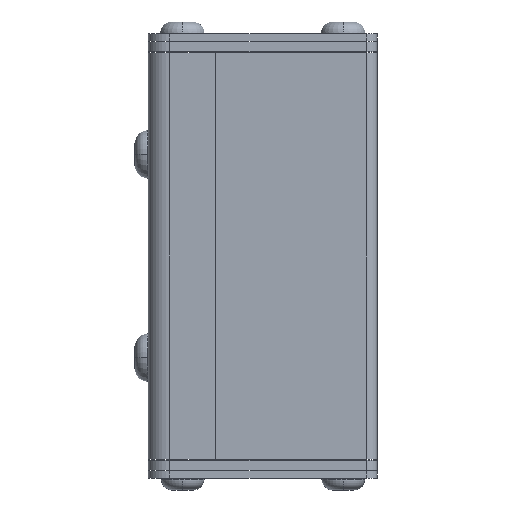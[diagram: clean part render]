
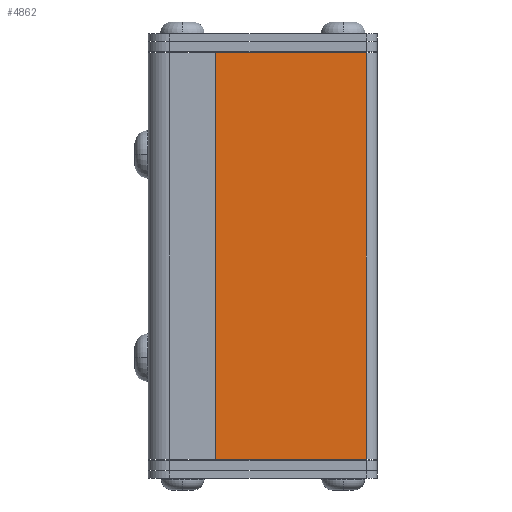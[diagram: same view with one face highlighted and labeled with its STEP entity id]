
A CAD part, left-side view. The second image highlights one B-rep face of the part: STEP entity #4862.
In plain terms, the highlighted planar face has unit normal (-1, 0, 0).
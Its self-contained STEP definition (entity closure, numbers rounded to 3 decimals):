
#89 = AXIS2_PLACEMENT_3D ( 'NONE', #2345, #2356, #2357 ) ;
#355 = DIRECTION ( 'NONE',  ( 0., 0., -1. ) ) ;
#362 = CARTESIAN_POINT ( 'NONE',  ( 0., -40.7, 79.5 ) ) ;
#620 = EDGE_LOOP ( 'NONE', ( #4149, #4021, #4019, #4068 ) ) ;
#1257 = CARTESIAN_POINT ( 'NONE',  ( 0., -12.6, 76. ) ) ;
#1259 = CARTESIAN_POINT ( 'NONE',  ( 0., -40.7, 76. ) ) ;
#1262 = CARTESIAN_POINT ( 'NONE',  ( 0., -40.7, 0. ) ) ;
#1264 = CARTESIAN_POINT ( 'NONE',  ( 0., -12.6, 0. ) ) ;
#1351 = DIRECTION ( 'NONE',  ( 0., 0., 1. ) ) ;
#1352 = CARTESIAN_POINT ( 'NONE',  ( 0., -12.6, 0. ) ) ;
#1353 = CARTESIAN_POINT ( 'NONE',  ( 0., -4., 76. ) ) ;
#1354 = CARTESIAN_POINT ( 'NONE',  ( 0., -4., 0. ) ) ;
#1358 = DIRECTION ( 'NONE',  ( 0., -1., 0. ) ) ;
#1360 = DIRECTION ( 'NONE',  ( 0., 1., 0. ) ) ;
#2345 = CARTESIAN_POINT ( 'NONE',  ( 0., -4., 76. ) ) ;
#2354 = PLANE ( 'NONE',  #89 ) ;
#2356 = DIRECTION ( 'NONE',  ( 1., 0., 0. ) ) ;
#2357 = DIRECTION ( 'NONE',  ( 0., 1., 0. ) ) ;
#2674 = EDGE_CURVE ( 'NONE', #3155, #3145, #3493, .T. ) ;
#3145 = VERTEX_POINT ( 'NONE', #1262 ) ;
#3150 = VERTEX_POINT ( 'NONE', #1257 ) ;
#3151 = VERTEX_POINT ( 'NONE', #1264 ) ;
#3155 = VERTEX_POINT ( 'NONE', #1259 ) ;
#3493 = LINE ( 'NONE', #362, #3508 ) ;
#3508 = VECTOR ( 'NONE', #355, 1000. ) ;
#3668 = LINE ( 'NONE', #1353, #3678 ) ;
#3671 = LINE ( 'NONE', #1352, #3672 ) ;
#3672 = VECTOR ( 'NONE', #1351, 1000. ) ;
#3675 = LINE ( 'NONE', #1354, #3676 ) ;
#3676 = VECTOR ( 'NONE', #1358, 1000. ) ;
#3678 = VECTOR ( 'NONE', #1360, 1000. ) ;
#3928 = EDGE_CURVE ( 'NONE', #3151, #3150, #3671, .T. ) ;
#3929 = EDGE_CURVE ( 'NONE', #3151, #3145, #3675, .T. ) ;
#3930 = EDGE_CURVE ( 'NONE', #3155, #3150, #3668, .T. ) ;
#4019 = ORIENTED_EDGE ( 'NONE', *, *, #2674, .F. ) ;
#4021 = ORIENTED_EDGE ( 'NONE', *, *, #3929, .T. ) ;
#4068 = ORIENTED_EDGE ( 'NONE', *, *, #3930, .T. ) ;
#4149 = ORIENTED_EDGE ( 'NONE', *, *, #3928, .F. ) ;
#4862 = ADVANCED_FACE ( 'NONE', ( #5348 ), #2354, .F. ) ;
#5348 = FACE_OUTER_BOUND ( 'NONE', #620, .T. ) ;
